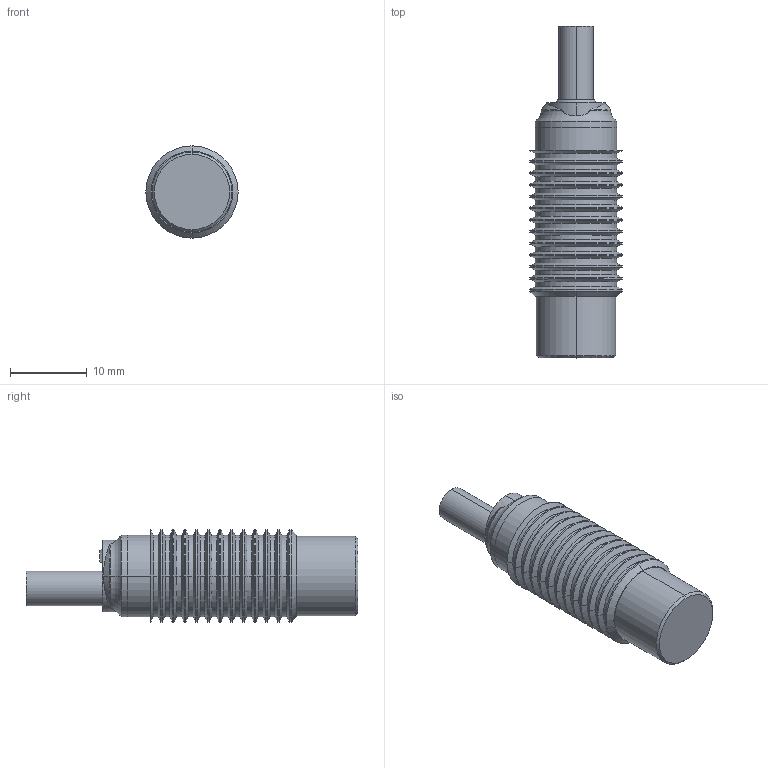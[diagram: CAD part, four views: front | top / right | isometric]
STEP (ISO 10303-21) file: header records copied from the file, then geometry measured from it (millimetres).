
FILE_DESCRIPTION(('STEP AP214'),'1');
FILE_NAME('cctmp_B88168CB-C5BE-4388-918E-2334338ED845_2022_07_21_11_27_55_0846..stp','2022-07-21T09:27:55',('Pepperl+Fuchs GmbH'),('CADClick - www.CADClick.com'),'Spatial InterOp 3D',' ','unknown authorization');
FILE_SCHEMA(('AUTOMOTIVE_DESIGN'));
Length unit declared in the file: millimetre
Products named in the file (6): cc_unnamed; NBN8-12GM30-E2_4; NBN8-12GM30-E2_3; NBN8-12GM30-E2_2; NBN8-12GM30-E2_1; NBN8-12GM30-E2
Assembly tree (5 placements, depth 2):
  cc_unnamed
    NBN8-12GM30-E2_4
    NBN8-12GM30-E2_3
    NBN8-12GM30-E2_2
    NBN8-12GM30-E2_1
    NBN8-12GM30-E2
Bounding box: 12 x 43.2 x 12 mm (x, y, z)
Volume: 3140.5 mm3; surface area: 3103 mm2
Topology: 5 solids, 5 shells, 156 faces, 316 edges, 174 vertices
Faces by surface type: cylinder 67, cone 63, plane 18, torus 6, bspline 2
Entity records: 5721 total; most frequent: CARTESIAN_POINT 1006, DIRECTION 780, ORIENTED_EDGE 628, AXIS2_PLACEMENT_3D 324, EDGE_CURVE 314, VERTEX_POINT 174, EDGE_LOOP 162, CIRCLE 162
